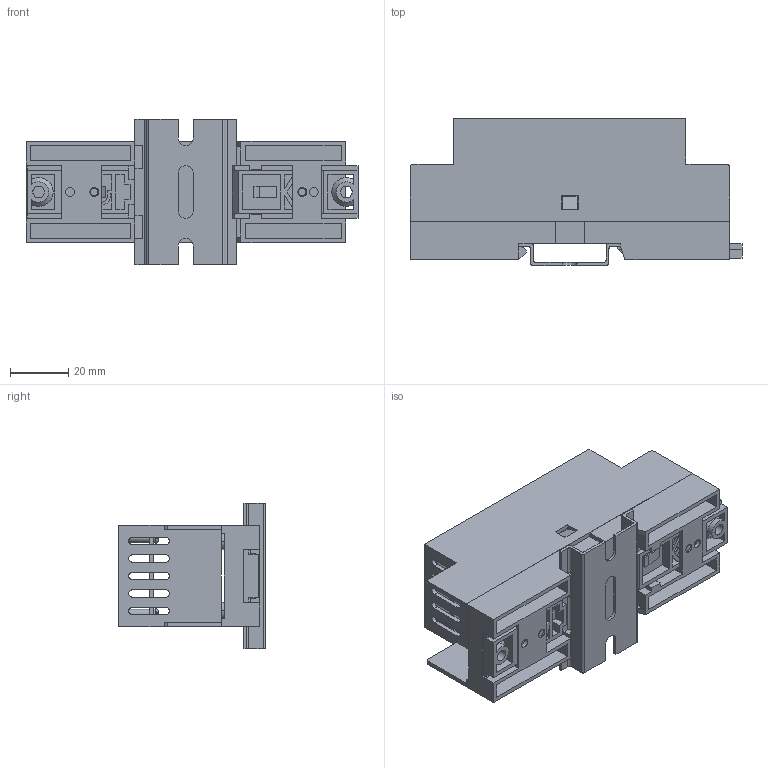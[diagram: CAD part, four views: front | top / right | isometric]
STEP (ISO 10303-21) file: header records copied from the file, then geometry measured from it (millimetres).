
FILE_DESCRIPTION (( 'STEP AP214' ), '1' );
FILE_NAME ('CESV-35-01.STEP', '2023-02-02T07:29:40', ( '' ), ( '' ), 'SwSTEP 2.0', 'SolidWorks 2017', '' );
FILE_SCHEMA (( 'AUTOMOTIVE_DESIGN' ));
Length unit declared in the file: millimetre
Products named in the file (10): Screw-smallest; Screw-small; Base PCB-MDP-35-01; Rail-50; CESV-35-01; Base plate - MDB-35; CESP-35; TopCover with Ventilation with Opening - CESVC-35; Clip-Big; Clip-Small
Assembly tree (13 placements, depth 2):
  CESV-35-01
    Base plate - MDB-35
    Clip-Small
    Clip-Big
    Base PCB-MDP-35-01
    Rail-50
    Screw-small  x2
    TopCover with Ventilation with Opening - CESVC-35
    CESP-35
    Screw-smallest  x4
Bounding box: 114.3 x 50.55 x 50 mm (x, y, z)
Volume: 43042 mm3; surface area: 62488 mm2
Topology: 13 solids, 13 shells, 710 faces, 1952 edges, 1272 vertices
Faces by surface type: plane 453, cylinder 179, cone 40, torus 22, bspline 16
Entity records: 20008 total; most frequent: CARTESIAN_POINT 3684, ORIENTED_EDGE 3364, DIRECTION 3202, EDGE_CURVE 1682, LINE 1272, VECTOR 1272, VERTEX_POINT 1105, AXIS2_PLACEMENT_3D 965
